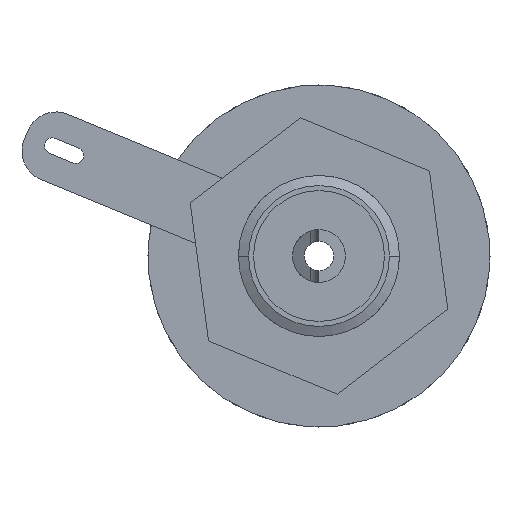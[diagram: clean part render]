
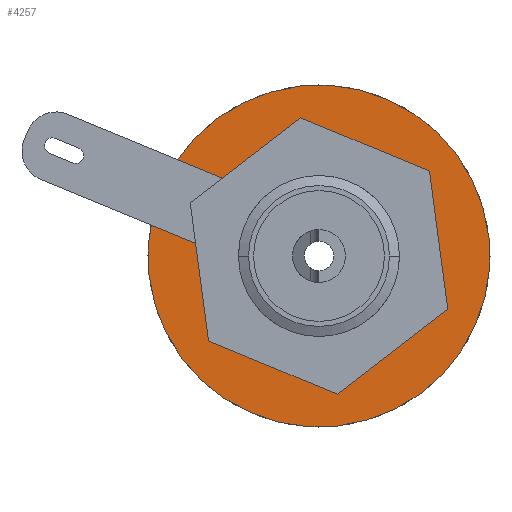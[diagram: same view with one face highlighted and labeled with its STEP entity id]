
A CAD part, left-side view. The second image highlights one B-rep face of the part: STEP entity #4257.
In plain terms, the highlighted face is planar.
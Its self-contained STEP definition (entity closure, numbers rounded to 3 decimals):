
#616 = ORIENTED_EDGE ( 'NONE', *, *, #4888, .F. ) ;
#617 = ORIENTED_EDGE ( 'NONE', *, *, #4874, .F. ) ;
#618 = ORIENTED_EDGE ( 'NONE', *, *, #4875, .T. ) ;
#619 = ORIENTED_EDGE ( 'NONE', *, *, #4889, .T. ) ;
#818 = EDGE_LOOP ( 'NONE', ( #616, #617 ) ) ;
#875 = EDGE_LOOP ( 'NONE', ( #618, #619 ) ) ;
#1296 = CARTESIAN_POINT ( 'NONE',  ( 4., 0., 0. ) ) ;
#1297 = CARTESIAN_POINT ( 'NONE',  ( -4., 0., 0. ) ) ;
#1300 = CARTESIAN_POINT ( 'NONE',  ( 8.5, 0., 0. ) ) ;
#1301 = CARTESIAN_POINT ( 'NONE',  ( -8.5, 0., 0. ) ) ;
#1936 = CARTESIAN_POINT ( 'NONE',  ( 0., 0., 0. ) ) ;
#1937 = PLANE ( 'NONE',  #4571 ) ;
#1954 = DIRECTION ( 'NONE',  ( 0., 0., 1. ) ) ;
#1955 = DIRECTION ( 'NONE',  ( 1., 0., 0. ) ) ;
#1977 = FACE_BOUND ( 'NONE', #875, .T. ) ;
#1979 = FACE_OUTER_BOUND ( 'NONE', #818, .T. ) ;
#2286 = AXIS2_PLACEMENT_3D ( 'NONE', #3827, #3828, #3829 ) ;
#2292 = AXIS2_PLACEMENT_3D ( 'NONE', #3819, #3825, #3826 ) ;
#2300 = AXIS2_PLACEMENT_3D ( 'NONE', #3855, #3862, #3863 ) ;
#2301 = AXIS2_PLACEMENT_3D ( 'NONE', #3858, #3864, #3865 ) ;
#3678 = CIRCLE ( 'NONE', #2292, 8.5 ) ;
#3679 = CIRCLE ( 'NONE', #2286, 4. ) ;
#3819 = CARTESIAN_POINT ( 'NONE',  ( 0., 0., 0. ) ) ;
#3825 = DIRECTION ( 'NONE',  ( 0., 0., 1. ) ) ;
#3826 = DIRECTION ( 'NONE',  ( 1., 0., 0. ) ) ;
#3827 = CARTESIAN_POINT ( 'NONE',  ( 0., 0., 0. ) ) ;
#3828 = DIRECTION ( 'NONE',  ( 0., 0., 1. ) ) ;
#3829 = DIRECTION ( 'NONE',  ( 1., 0., 0. ) ) ;
#3855 = CARTESIAN_POINT ( 'NONE',  ( 0., 0., 0. ) ) ;
#3858 = CARTESIAN_POINT ( 'NONE',  ( 0., 0., 0. ) ) ;
#3862 = DIRECTION ( 'NONE',  ( 0., 0., 1. ) ) ;
#3863 = DIRECTION ( 'NONE',  ( 1., 0., 0. ) ) ;
#3864 = DIRECTION ( 'NONE',  ( 0., 0., 1. ) ) ;
#3865 = DIRECTION ( 'NONE',  ( 1., 0., 0. ) ) ;
#3986 = CIRCLE ( 'NONE', #2300, 8.5 ) ;
#3987 = CIRCLE ( 'NONE', #2301, 4. ) ;
#4125 = VERTEX_POINT ( 'NONE', #1296 ) ;
#4126 = VERTEX_POINT ( 'NONE', #1297 ) ;
#4129 = VERTEX_POINT ( 'NONE', #1300 ) ;
#4130 = VERTEX_POINT ( 'NONE', #1301 ) ;
#4257 = ADVANCED_FACE ( 'NONE', ( #1979, #1977 ), #1937, .F. ) ;
#4571 = AXIS2_PLACEMENT_3D ( 'NONE', #1936, #1954, #1955 ) ;
#4874 = EDGE_CURVE ( 'NONE', #4129, #4130, #3678, .T. ) ;
#4875 = EDGE_CURVE ( 'NONE', #4126, #4125, #3679, .T. ) ;
#4888 = EDGE_CURVE ( 'NONE', #4130, #4129, #3986, .T. ) ;
#4889 = EDGE_CURVE ( 'NONE', #4125, #4126, #3987, .T. ) ;
